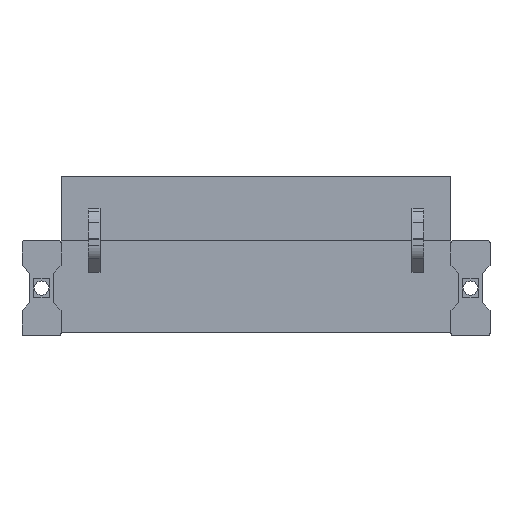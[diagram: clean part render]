
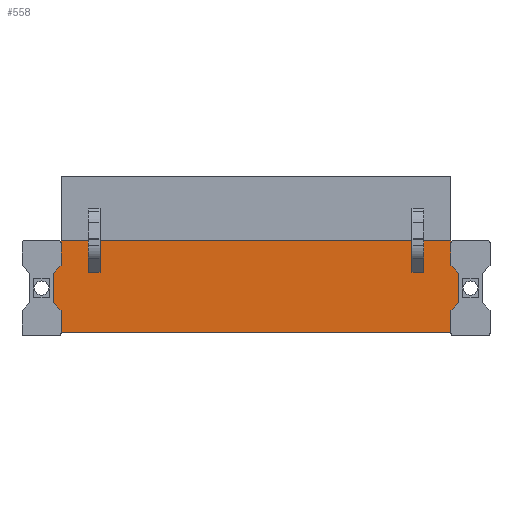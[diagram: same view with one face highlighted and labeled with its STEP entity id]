
A CAD part, top view. The second image highlights one B-rep face of the part: STEP entity #558.
In plain terms, the highlighted planar face has unit normal (0, 0, 1).
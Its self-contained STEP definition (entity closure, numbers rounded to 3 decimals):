
#392=AXIS2_PLACEMENT_3D('Plane Axis2P3D',#389,#390,#391) ;
#49=CARTESIAN_POINT('Vertex',(55.88,0.4,10.95)) ;
#52=CARTESIAN_POINT('Line Origine',(30.48,0.4,10.95)) ;
#56=CARTESIAN_POINT('Vertex',(5.08,0.4,10.95)) ;
#331=CARTESIAN_POINT('Line Origine',(5.08,12.175,10.95)) ;
#335=CARTESIAN_POINT('Vertex',(5.08,12.05,10.95)) ;
#337=CARTESIAN_POINT('Vertex',(5.08,12.3,10.95)) ;
#389=CARTESIAN_POINT('Axis2P3D Location',(5.08,0.4,10.95)) ;
#394=CARTESIAN_POINT('Line Origine',(5.08,10.57,10.95)) ;
#398=CARTESIAN_POINT('Vertex',(5.08,9.09,10.95)) ;
#401=CARTESIAN_POINT('Line Origine',(4.56,8.57,10.95)) ;
#405=CARTESIAN_POINT('Vertex',(4.04,8.05,10.95)) ;
#408=CARTESIAN_POINT('Line Origine',(4.04,6.15,10.95)) ;
#412=CARTESIAN_POINT('Vertex',(4.04,4.25,10.95)) ;
#415=CARTESIAN_POINT('Line Origine',(4.56,3.73,10.95)) ;
#419=CARTESIAN_POINT('Vertex',(5.08,3.21,10.95)) ;
#422=CARTESIAN_POINT('Line Origine',(5.08,1.805,10.95)) ;
#427=CARTESIAN_POINT('Line Origine',(55.88,1.805,10.95)) ;
#431=CARTESIAN_POINT('Vertex',(55.88,3.21,10.95)) ;
#434=CARTESIAN_POINT('Line Origine',(56.4,3.73,10.95)) ;
#438=CARTESIAN_POINT('Vertex',(56.92,4.25,10.95)) ;
#441=CARTESIAN_POINT('Line Origine',(56.92,6.15,10.95)) ;
#445=CARTESIAN_POINT('Vertex',(56.92,8.05,10.95)) ;
#448=CARTESIAN_POINT('Line Origine',(56.4,8.57,10.95)) ;
#452=CARTESIAN_POINT('Vertex',(55.88,9.09,10.95)) ;
#455=CARTESIAN_POINT('Line Origine',(55.88,10.57,10.95)) ;
#459=CARTESIAN_POINT('Vertex',(55.88,12.05,10.95)) ;
#462=CARTESIAN_POINT('Line Origine',(55.88,12.175,10.95)) ;
#466=CARTESIAN_POINT('Vertex',(55.88,12.3,10.95)) ;
#469=CARTESIAN_POINT('Line Origine',(30.48,12.3,10.95)) ;
#490=CARTESIAN_POINT('Line Origine',(51.55,12.269,10.95)) ;
#494=CARTESIAN_POINT('Vertex',(52.3,12.269,10.95)) ;
#496=CARTESIAN_POINT('Vertex',(50.8,12.269,10.95)) ;
#499=CARTESIAN_POINT('Line Origine',(52.3,10.234,10.95)) ;
#503=CARTESIAN_POINT('Vertex',(52.3,8.2,10.95)) ;
#506=CARTESIAN_POINT('Line Origine',(51.55,8.2,10.95)) ;
#510=CARTESIAN_POINT('Vertex',(50.8,8.2,10.95)) ;
#513=CARTESIAN_POINT('Line Origine',(50.8,10.234,10.95)) ;
#524=CARTESIAN_POINT('Line Origine',(10.16,10.234,10.95)) ;
#528=CARTESIAN_POINT('Vertex',(10.16,12.269,10.95)) ;
#530=CARTESIAN_POINT('Vertex',(10.16,8.2,10.95)) ;
#533=CARTESIAN_POINT('Line Origine',(9.41,8.2,10.95)) ;
#537=CARTESIAN_POINT('Vertex',(8.66,8.2,10.95)) ;
#540=CARTESIAN_POINT('Line Origine',(8.66,10.234,10.95)) ;
#544=CARTESIAN_POINT('Vertex',(8.66,12.269,10.95)) ;
#547=CARTESIAN_POINT('Line Origine',(9.41,12.269,10.95)) ;
#53=DIRECTION('Vector Direction',(1.,0.,0.)) ;
#332=DIRECTION('Vector Direction',(0.,1.,0.)) ;
#390=DIRECTION('Axis2P3D Direction',(0.,0.,1.)) ;
#391=DIRECTION('Axis2P3D XDirection',(1.,0.,0.)) ;
#395=DIRECTION('Vector Direction',(0.,1.,0.)) ;
#402=DIRECTION('Vector Direction',(-0.707,-0.707,0.)) ;
#409=DIRECTION('Vector Direction',(0.,-1.,0.)) ;
#416=DIRECTION('Vector Direction',(0.707,-0.707,0.)) ;
#423=DIRECTION('Vector Direction',(0.,1.,0.)) ;
#428=DIRECTION('Vector Direction',(0.,1.,0.)) ;
#435=DIRECTION('Vector Direction',(-0.707,-0.707,0.)) ;
#442=DIRECTION('Vector Direction',(0.,-1.,0.)) ;
#449=DIRECTION('Vector Direction',(0.707,-0.707,0.)) ;
#456=DIRECTION('Vector Direction',(0.,1.,0.)) ;
#463=DIRECTION('Vector Direction',(0.,1.,0.)) ;
#470=DIRECTION('Vector Direction',(1.,0.,0.)) ;
#491=DIRECTION('Vector Direction',(1.,0.,0.)) ;
#500=DIRECTION('Vector Direction',(0.,1.,0.)) ;
#507=DIRECTION('Vector Direction',(1.,0.,0.)) ;
#514=DIRECTION('Vector Direction',(0.,1.,0.)) ;
#525=DIRECTION('Vector Direction',(0.,1.,0.)) ;
#534=DIRECTION('Vector Direction',(1.,0.,0.)) ;
#541=DIRECTION('Vector Direction',(0.,1.,0.)) ;
#548=DIRECTION('Vector Direction',(1.,0.,0.)) ;
#54=VECTOR('Line Direction',#53,1.) ;
#333=VECTOR('Line Direction',#332,1.) ;
#396=VECTOR('Line Direction',#395,1.) ;
#403=VECTOR('Line Direction',#402,1.) ;
#410=VECTOR('Line Direction',#409,1.) ;
#417=VECTOR('Line Direction',#416,1.) ;
#424=VECTOR('Line Direction',#423,1.) ;
#429=VECTOR('Line Direction',#428,1.) ;
#436=VECTOR('Line Direction',#435,1.) ;
#443=VECTOR('Line Direction',#442,1.) ;
#450=VECTOR('Line Direction',#449,1.) ;
#457=VECTOR('Line Direction',#456,1.) ;
#464=VECTOR('Line Direction',#463,1.) ;
#471=VECTOR('Line Direction',#470,1.) ;
#492=VECTOR('Line Direction',#491,1.) ;
#501=VECTOR('Line Direction',#500,1.) ;
#508=VECTOR('Line Direction',#507,1.) ;
#515=VECTOR('Line Direction',#514,1.) ;
#526=VECTOR('Line Direction',#525,1.) ;
#535=VECTOR('Line Direction',#534,1.) ;
#542=VECTOR('Line Direction',#541,1.) ;
#549=VECTOR('Line Direction',#548,1.) ;
#475=ORIENTED_EDGE('',*,*,#339,.F.) ;
#476=ORIENTED_EDGE('',*,*,#400,.F.) ;
#477=ORIENTED_EDGE('',*,*,#407,.T.) ;
#478=ORIENTED_EDGE('',*,*,#414,.T.) ;
#479=ORIENTED_EDGE('',*,*,#421,.T.) ;
#480=ORIENTED_EDGE('',*,*,#426,.F.) ;
#481=ORIENTED_EDGE('',*,*,#58,.F.) ;
#482=ORIENTED_EDGE('',*,*,#433,.T.) ;
#483=ORIENTED_EDGE('',*,*,#440,.F.) ;
#484=ORIENTED_EDGE('',*,*,#447,.F.) ;
#485=ORIENTED_EDGE('',*,*,#454,.F.) ;
#486=ORIENTED_EDGE('',*,*,#461,.T.) ;
#487=ORIENTED_EDGE('',*,*,#468,.T.) ;
#488=ORIENTED_EDGE('',*,*,#473,.F.) ;
#519=ORIENTED_EDGE('',*,*,#498,.F.) ;
#520=ORIENTED_EDGE('',*,*,#505,.T.) ;
#521=ORIENTED_EDGE('',*,*,#512,.T.) ;
#522=ORIENTED_EDGE('',*,*,#517,.F.) ;
#553=ORIENTED_EDGE('',*,*,#532,.T.) ;
#554=ORIENTED_EDGE('',*,*,#539,.F.) ;
#555=ORIENTED_EDGE('',*,*,#546,.F.) ;
#556=ORIENTED_EDGE('',*,*,#551,.T.) ;
#523=FACE_BOUND('',#518,.T.) ;
#557=FACE_BOUND('',#552,.T.) ;
#558=ADVANCED_FACE('BLL5.08/10/90FI 3.2SN OR1843830000',(#489,#523,#557),#393,.T.) ;
#58=EDGE_CURVE('',#50,#57,#55,.F.) ;
#339=EDGE_CURVE('',#336,#338,#334,.T.) ;
#400=EDGE_CURVE('',#399,#336,#397,.T.) ;
#407=EDGE_CURVE('',#399,#406,#404,.T.) ;
#414=EDGE_CURVE('',#406,#413,#411,.T.) ;
#421=EDGE_CURVE('',#413,#420,#418,.T.) ;
#426=EDGE_CURVE('',#57,#420,#425,.T.) ;
#433=EDGE_CURVE('',#50,#432,#430,.T.) ;
#440=EDGE_CURVE('',#439,#432,#437,.T.) ;
#447=EDGE_CURVE('',#446,#439,#444,.T.) ;
#454=EDGE_CURVE('',#453,#446,#451,.T.) ;
#461=EDGE_CURVE('',#453,#460,#458,.T.) ;
#468=EDGE_CURVE('',#460,#467,#465,.T.) ;
#473=EDGE_CURVE('',#338,#467,#472,.T.) ;
#498=EDGE_CURVE('',#495,#497,#493,.F.) ;
#505=EDGE_CURVE('',#495,#504,#502,.F.) ;
#512=EDGE_CURVE('',#504,#511,#509,.F.) ;
#517=EDGE_CURVE('',#497,#511,#516,.F.) ;
#532=EDGE_CURVE('',#529,#531,#527,.F.) ;
#539=EDGE_CURVE('',#538,#531,#536,.T.) ;
#546=EDGE_CURVE('',#545,#538,#543,.F.) ;
#551=EDGE_CURVE('',#545,#529,#550,.T.) ;
#474=EDGE_LOOP('',(#475,#476,#477,#478,#479,#480,#481,#482,#483,#484,#485,#486,#487,#488)) ;
#518=EDGE_LOOP('',(#519,#520,#521,#522)) ;
#552=EDGE_LOOP('',(#553,#554,#555,#556)) ;
#489=FACE_OUTER_BOUND('',#474,.T.) ;
#55=LINE('Line',#52,#54) ;
#334=LINE('Line',#331,#333) ;
#397=LINE('Line',#394,#396) ;
#404=LINE('Line',#401,#403) ;
#411=LINE('Line',#408,#410) ;
#418=LINE('Line',#415,#417) ;
#425=LINE('Line',#422,#424) ;
#430=LINE('Line',#427,#429) ;
#437=LINE('Line',#434,#436) ;
#444=LINE('Line',#441,#443) ;
#451=LINE('Line',#448,#450) ;
#458=LINE('Line',#455,#457) ;
#465=LINE('Line',#462,#464) ;
#472=LINE('Line',#469,#471) ;
#493=LINE('Line',#490,#492) ;
#502=LINE('Line',#499,#501) ;
#509=LINE('Line',#506,#508) ;
#516=LINE('Line',#513,#515) ;
#527=LINE('Line',#524,#526) ;
#536=LINE('Line',#533,#535) ;
#543=LINE('Line',#540,#542) ;
#550=LINE('Line',#547,#549) ;
#393=PLANE('',#392) ;
#50=VERTEX_POINT('',#49) ;
#57=VERTEX_POINT('',#56) ;
#336=VERTEX_POINT('',#335) ;
#338=VERTEX_POINT('',#337) ;
#399=VERTEX_POINT('',#398) ;
#406=VERTEX_POINT('',#405) ;
#413=VERTEX_POINT('',#412) ;
#420=VERTEX_POINT('',#419) ;
#432=VERTEX_POINT('',#431) ;
#439=VERTEX_POINT('',#438) ;
#446=VERTEX_POINT('',#445) ;
#453=VERTEX_POINT('',#452) ;
#460=VERTEX_POINT('',#459) ;
#467=VERTEX_POINT('',#466) ;
#495=VERTEX_POINT('',#494) ;
#497=VERTEX_POINT('',#496) ;
#504=VERTEX_POINT('',#503) ;
#511=VERTEX_POINT('',#510) ;
#529=VERTEX_POINT('',#528) ;
#531=VERTEX_POINT('',#530) ;
#538=VERTEX_POINT('',#537) ;
#545=VERTEX_POINT('',#544) ;
